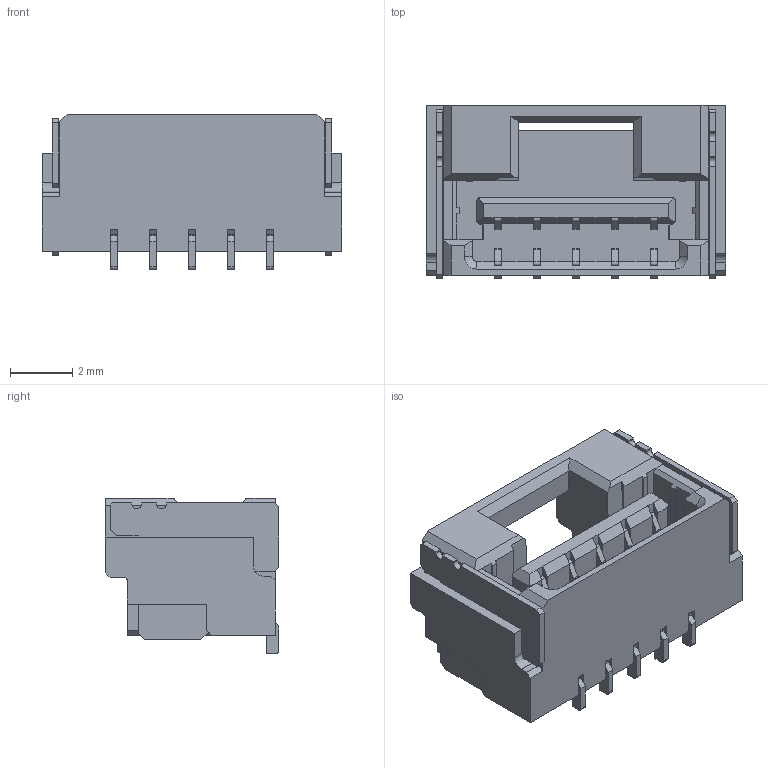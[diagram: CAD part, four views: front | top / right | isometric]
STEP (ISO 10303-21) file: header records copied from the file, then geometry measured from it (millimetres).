
FILE_DESCRIPTION((''),'2;1');
FILE_NAME('5023860570','2016-07-14T',('gsharma'),(''),'PRO/ENGINEER BY PARAMETRIC TECHNOLOGY CORPORATION, 2012310','PRO/ENGINEER BY PARAMETRIC TECHNOLOGY CORPORATION, 2012310','');
FILE_SCHEMA(('CONFIG_CONTROL_DESIGN'));
Length unit declared in the file: millimetre
Products named in the file (1): 5023860570
Bounding box: 9.6 x 5.55 x 5 mm (x, y, z)
Volume: 131.6 mm3; surface area: 415.5 mm2
Topology: 1 solids, 1 shells, 379 faces, 1141 edges, 762 vertices
Faces by surface type: plane 338, cylinder 39, cone 2
Entity records: 12611 total; most frequent: CARTESIAN_POINT 2281, ORIENTED_EDGE 2226, DIRECTION 1973, EDGE_CURVE 1113, VECTOR 1053, LINE 1053, VERTEX_POINT 734, AXIS2_PLACEMENT_3D 460
